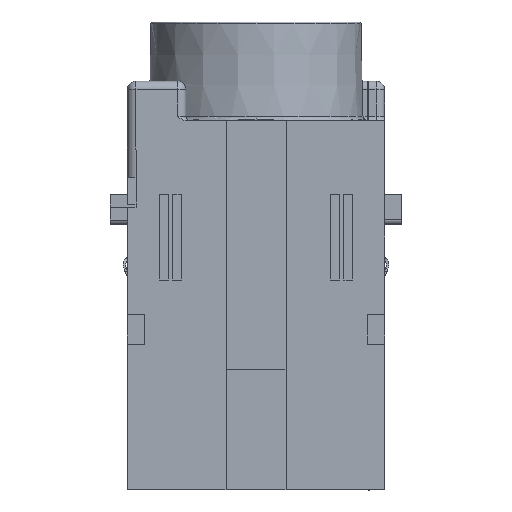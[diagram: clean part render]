
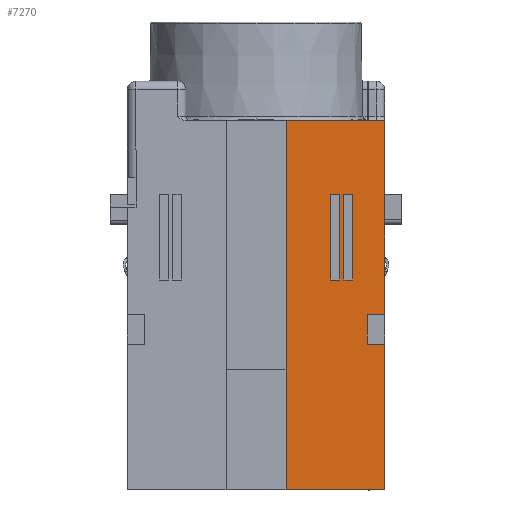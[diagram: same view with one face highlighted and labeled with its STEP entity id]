
A CAD part, left-side view. The second image highlights one B-rep face of the part: STEP entity #7270.
In plain terms, the highlighted face is planar.
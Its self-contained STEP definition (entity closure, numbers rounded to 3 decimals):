
#100=CARTESIAN_POINT('',(56.048,64.257,
-32.));
#110=VERTEX_POINT('',#100);
#280=CARTESIAN_POINT('',(56.048,64.257,-30.));
#290=VERTEX_POINT('',#280);
#320=CARTESIAN_POINT('',(56.048,64.257,-4.559));
#330=DIRECTION('',(0.,0.,1.));
#340=VECTOR('',#330,1.);
#350=LINE('',#320,#340);
#360=EDGE_CURVE('',#110,#290,#350,.T.);
#5970=CARTESIAN_POINT('',(56.048,79.757,
-2.));
#5980=DIRECTION('',(1.,0.,0.));
#5990=DIRECTION('',(0.,-1.,0.));
#6000=AXIS2_PLACEMENT_3D('',#5970,#5980,#5990);
#6010=PLANE('',#6000);
#6020=CARTESIAN_POINT('',(56.048,86.857,-4.559))
;
#6030=DIRECTION('',(0.,0.,1.));
#6040=VECTOR('',#6030,1.);
#6050=LINE('',#6020,#6040);
#6060=CARTESIAN_POINT('',(56.048,86.857,-32.))
;
#6070=VERTEX_POINT('',#6060);
#6080=CARTESIAN_POINT('',(56.048,86.857,-20.5))
;
#6090=VERTEX_POINT('',#6080);
#6100=EDGE_CURVE('',#6070,#6090,#6050,.T.);
#6110=ORIENTED_EDGE('',*,*,#6100,.T.);
#6120=CARTESIAN_POINT('',(56.048,58.057,-32.))
;
#6130=DIRECTION('',(0.,1.,0.));
#6140=VECTOR('',#6130,1.);
#6150=LINE('',#6120,#6140);
#6160=EDGE_CURVE('',#110,#6070,#6150,.T.);
#6170=ORIENTED_EDGE('',*,*,#6160,.T.);
#6180=ORIENTED_EDGE('',*,*,#360,.F.);
#6190=CARTESIAN_POINT('',(56.048,58.057,-30.));
#6200=DIRECTION('',(0.,-1.,0.));
#6210=VECTOR('',#6200,1.);
#6220=LINE('',#6190,#6210);
#6230=CARTESIAN_POINT('',(56.048,60.757,-30.));
#6240=VERTEX_POINT('',#6230);
#6250=EDGE_CURVE('',#290,#6240,#6220,.T.);
#6260=ORIENTED_EDGE('',*,*,#6250,.F.);
#6270=CARTESIAN_POINT('',(56.048,60.757,-0.438));
#6280=DIRECTION('',(0.,0.,1.));
#6290=VECTOR('',#6280,1.);
#6300=LINE('',#6270,#6290);
#6310=CARTESIAN_POINT('',(56.048,60.757,-32.))
;
#6320=VERTEX_POINT('',#6310);
#6330=EDGE_CURVE('',#6320,#6240,#6300,.T.);
#6340=ORIENTED_EDGE('',*,*,#6330,.T.);
#6350=CARTESIAN_POINT('',(56.048,58.057,-32.))
;
#6360=DIRECTION('',(0.,1.,0.));
#6370=VECTOR('',#6360,1.);
#6380=LINE('',#6350,#6370);
#6390=CARTESIAN_POINT('',(56.048,43.757,
-32.));
#6400=VERTEX_POINT('',#6390);
#6410=EDGE_CURVE('',#6400,#6320,#6380,.T.);
#6420=ORIENTED_EDGE('',*,*,#6410,.T.);
#6430=CARTESIAN_POINT('',(56.048,43.757,
-4.559));
#6440=DIRECTION('',(0.,0.,-1.));
#6450=VECTOR('',#6440,1.);
#6460=LINE('',#6430,#6450);
#6470=CARTESIAN_POINT('',(56.048,43.757,
-20.5));
#6480=VERTEX_POINT('',#6470);
#6490=EDGE_CURVE('',#6480,#6400,#6460,.T.);
#6500=ORIENTED_EDGE('',*,*,#6490,.T.);
#6510=CARTESIAN_POINT('',(56.048,58.057,-20.5))
;
#6520=DIRECTION('',(0.,-1.,0.));
#6530=VECTOR('',#6520,1.);
#6540=LINE('',#6510,#6530);
#6550=EDGE_CURVE('',#6090,#6480,#6540,.T.);
#6560=ORIENTED_EDGE('',*,*,#6550,.T.);
#6570=EDGE_LOOP('',(#6560,#6500,#6420,#6340,#6260,#6180,#6170,#6110));
#6580=FACE_OUTER_BOUND('',#6570,.T.);
#6590=CARTESIAN_POINT('',(56.048,58.057,-25.7))
;
#6600=DIRECTION('',(0.,1.,0.));
#6610=VECTOR('',#6600,1.);
#6620=LINE('',#6590,#6610);
#6630=CARTESIAN_POINT('',(56.048,68.257,
-25.7));
#6640=VERTEX_POINT('',#6630);
#6650=CARTESIAN_POINT('',(56.048,78.257,
-25.7));
#6660=VERTEX_POINT('',#6650);
#6670=EDGE_CURVE('',#6640,#6660,#6620,.T.);
#6680=ORIENTED_EDGE('',*,*,#6670,.T.);
#6690=CARTESIAN_POINT('',(56.048,68.257,
-4.559));
#6700=DIRECTION('',(0.,0.,1.));
#6710=VECTOR('',#6700,1.);
#6720=LINE('',#6690,#6710);
#6730=CARTESIAN_POINT('',(56.048,68.257,
-26.75));
#6740=VERTEX_POINT('',#6730);
#6750=EDGE_CURVE('',#6740,#6640,#6720,.T.);
#6760=ORIENTED_EDGE('',*,*,#6750,.T.);
#6770=CARTESIAN_POINT('',(56.048,58.057,-26.75))
;
#6780=DIRECTION('',(0.,-1.,0.));
#6790=VECTOR('',#6780,1.);
#6800=LINE('',#6770,#6790);
#6810=CARTESIAN_POINT('',(56.048,78.257,
-26.75));
#6820=VERTEX_POINT('',#6810);
#6830=EDGE_CURVE('',#6820,#6740,#6800,.T.);
#6840=ORIENTED_EDGE('',*,*,#6830,.T.);
#6850=CARTESIAN_POINT('',(56.048,78.257,
-4.559));
#6860=DIRECTION('',(0.,0.,1.));
#6870=VECTOR('',#6860,1.);
#6880=LINE('',#6850,#6870);
#6890=EDGE_CURVE('',#6820,#6660,#6880,.T.);
#6900=ORIENTED_EDGE('',*,*,#6890,.F.);
#6910=EDGE_LOOP('',(#6900,#6840,#6760,#6680));
#6920=FACE_BOUND('',#6910,.T.);
#6930=CARTESIAN_POINT('',(56.048,58.057,-27.25))
;
#6940=DIRECTION('',(0.,1.,0.));
#6950=VECTOR('',#6940,1.);
#6960=LINE('',#6930,#6950);
#6970=CARTESIAN_POINT('',(56.048,68.257,
-27.25));
#6980=VERTEX_POINT('',#6970);
#6990=CARTESIAN_POINT('',(56.048,78.257,
-27.25));
#7000=VERTEX_POINT('',#6990);
#7010=EDGE_CURVE('',#6980,#7000,#6960,.T.);
#7020=ORIENTED_EDGE('',*,*,#7010,.T.);
#7030=CARTESIAN_POINT('',(56.048,68.257,
-4.559));
#7040=DIRECTION('',(0.,0.,1.));
#7050=VECTOR('',#7040,1.);
#7060=LINE('',#7030,#7050);
#7070=CARTESIAN_POINT('',(56.048,68.257,
-28.3));
#7080=VERTEX_POINT('',#7070);
#7090=EDGE_CURVE('',#7080,#6980,#7060,.T.);
#7100=ORIENTED_EDGE('',*,*,#7090,.T.);
#7110=CARTESIAN_POINT('',(56.048,58.057,-28.3))
;
#7120=DIRECTION('',(0.,-1.,0.));
#7130=VECTOR('',#7120,1.);
#7140=LINE('',#7110,#7130);
#7150=CARTESIAN_POINT('',(56.048,78.257,
-28.3));
#7160=VERTEX_POINT('',#7150);
#7170=EDGE_CURVE('',#7160,#7080,#7140,.T.);
#7180=ORIENTED_EDGE('',*,*,#7170,.T.);
#7190=CARTESIAN_POINT('',(56.048,78.257,
-4.559));
#7200=DIRECTION('',(0.,0.,1.));
#7210=VECTOR('',#7200,1.);
#7220=LINE('',#7190,#7210);
#7230=EDGE_CURVE('',#7160,#7000,#7220,.T.);
#7240=ORIENTED_EDGE('',*,*,#7230,.F.);
#7250=EDGE_LOOP('',(#7240,#7180,#7100,#7020));
#7260=FACE_BOUND('',#7250,.T.);
#7270=ADVANCED_FACE('',(#6580,#6920,#7260),#6010,.T.);
